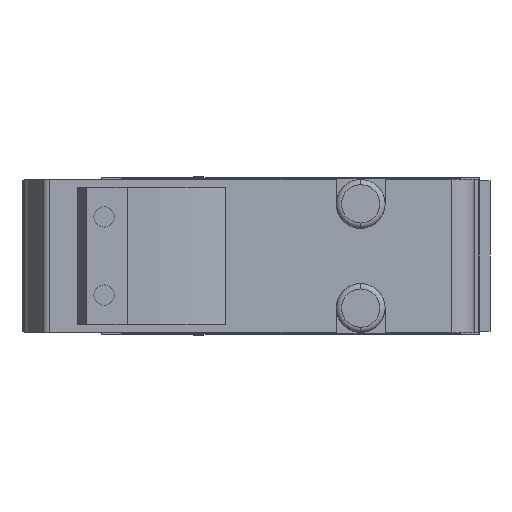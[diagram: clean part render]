
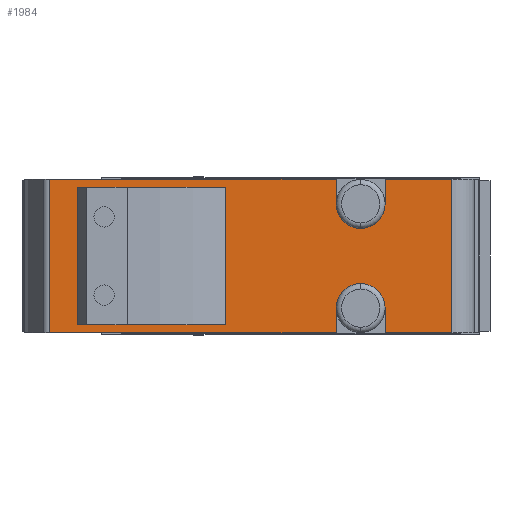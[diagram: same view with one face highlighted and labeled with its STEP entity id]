
A CAD part, left-side view. The second image highlights one B-rep face of the part: STEP entity #1984.
In plain terms, the highlighted planar face has unit normal (-1, 0, 0).
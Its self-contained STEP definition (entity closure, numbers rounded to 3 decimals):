
#196 = CARTESIAN_POINT ( 'NONE',  ( -46.25, 28.058, -5. ) ) ;
#567 = LINE ( 'NONE', #6527, #1026 ) ;
#592 = ORIENTED_EDGE ( 'NONE', *, *, #7897, .F. ) ;
#644 = VERTEX_POINT ( 'NONE', #3110 ) ;
#752 = CIRCLE ( 'NONE', #6988, 1.6 ) ;
#784 = VECTOR ( 'NONE', #7343, 1000. ) ;
#806 = EDGE_CURVE ( 'NONE', #5372, #5569, #4211, .T. ) ;
#887 = VECTOR ( 'NONE', #7053, 1000. ) ;
#1026 = VECTOR ( 'NONE', #2464, 1000. ) ;
#1089 = ORIENTED_EDGE ( 'NONE', *, *, #2970, .F. ) ;
#1276 = LINE ( 'NONE', #3241, #784 ) ;
#1412 = CARTESIAN_POINT ( 'NONE',  ( -46.25, 7.75, -3.4 ) ) ;
#1538 = LINE ( 'NONE', #10936, #9599 ) ;
#1565 = CARTESIAN_POINT ( 'NONE',  ( -46.25, 1.8, -5. ) ) ;
#1781 = CARTESIAN_POINT ( 'NONE',  ( -46.25, 28.058, -4.5 ) ) ;
#1809 = LINE ( 'NONE', #196, #10664 ) ;
#1837 = CARTESIAN_POINT ( 'NONE',  ( -46.25, 7.75, 3.4 ) ) ;
#1863 = FACE_BOUND ( 'NONE', #7395, .T. ) ;
#1984 = ADVANCED_FACE ( 'NONE', ( #1863, #8655 ), #9541, .F. ) ;
#2054 = CARTESIAN_POINT ( 'NONE',  ( -46.25, 16.595, 4.5 ) ) ;
#2224 = ORIENTED_EDGE ( 'NONE', *, *, #6432, .F. ) ;
#2378 = EDGE_CURVE ( 'NONE', #5372, #644, #3470, .T. ) ;
#2438 = VERTEX_POINT ( 'NONE', #9416 ) ;
#2464 = DIRECTION ( 'NONE',  ( 0., 0., 1. ) ) ;
#2626 = DIRECTION ( 'NONE',  ( 0., -1., 0. ) ) ;
#2800 = DIRECTION ( 'NONE',  ( -1., 0., 0. ) ) ;
#2812 = DIRECTION ( 'NONE',  ( 0., -1., 0. ) ) ;
#2894 = EDGE_CURVE ( 'NONE', #3815, #4292, #3678, .T. ) ;
#2970 = EDGE_CURVE ( 'NONE', #5365, #5569, #7295, .T. ) ;
#3004 = EDGE_CURVE ( 'NONE', #4989, #10150, #1276, .T. ) ;
#3055 = LINE ( 'NONE', #3160, #4625 ) ;
#3110 = CARTESIAN_POINT ( 'NONE',  ( -46.25, 6.15, -3.4 ) ) ;
#3160 = CARTESIAN_POINT ( 'NONE',  ( -46.25, 9.35, 5. ) ) ;
#3212 = DIRECTION ( 'NONE',  ( -1., 0., 0. ) ) ;
#3241 = CARTESIAN_POINT ( 'NONE',  ( -46.25, 28.058, 4.5 ) ) ;
#3425 = VERTEX_POINT ( 'NONE', #9978 ) ;
#3441 = DIRECTION ( 'NONE',  ( 0., 0., -1. ) ) ;
#3470 = LINE ( 'NONE', #5907, #9846 ) ;
#3628 = AXIS2_PLACEMENT_3D ( 'NONE', #4431, #8596, #7816 ) ;
#3678 = LINE ( 'NONE', #9734, #4891 ) ;
#3739 = CARTESIAN_POINT ( 'NONE',  ( -46.25, 7.75, -1.8 ) ) ;
#3815 = VERTEX_POINT ( 'NONE', #4290 ) ;
#3876 = CARTESIAN_POINT ( 'NONE',  ( -46.25, 6.15, -5. ) ) ;
#3880 = ORIENTED_EDGE ( 'NONE', *, *, #6068, .T. ) ;
#4012 = EDGE_CURVE ( 'NONE', #4722, #9895, #752, .T. ) ;
#4063 = CARTESIAN_POINT ( 'NONE',  ( -46.25, 1.8, 5. ) ) ;
#4121 = ORIENTED_EDGE ( 'NONE', *, *, #806, .T. ) ;
#4128 = LINE ( 'NONE', #5895, #10299 ) ;
#4211 = LINE ( 'NONE', #10147, #6999 ) ;
#4290 = CARTESIAN_POINT ( 'NONE',  ( -46.25, 28.058, 5. ) ) ;
#4292 = VERTEX_POINT ( 'NONE', #5687 ) ;
#4431 = CARTESIAN_POINT ( 'NONE',  ( -46.25, 28.058, 5. ) ) ;
#4561 = ORIENTED_EDGE ( 'NONE', *, *, #6002, .F. ) ;
#4606 = ORIENTED_EDGE ( 'NONE', *, *, #5900, .F. ) ;
#4625 = VECTOR ( 'NONE', #8312, 1000. ) ;
#4722 = VERTEX_POINT ( 'NONE', #7602 ) ;
#4795 = EDGE_LOOP ( 'NONE', ( #6257, #4561, #8289, #3880, #4606, #592, #5781, #11004, #4121, #1089, #5856, #7801, #6650 ) ) ;
#4839 = VERTEX_POINT ( 'NONE', #5168 ) ;
#4891 = VECTOR ( 'NONE', #8618, 1000. ) ;
#4989 = VERTEX_POINT ( 'NONE', #5554 ) ;
#5007 = VERTEX_POINT ( 'NONE', #7328 ) ;
#5013 = DIRECTION ( 'NONE',  ( 0., 0., -1. ) ) ;
#5137 = CIRCLE ( 'NONE', #6555, 1.6 ) ;
#5168 = CARTESIAN_POINT ( 'NONE',  ( -46.25, 9.35, 5. ) ) ;
#5211 = DIRECTION ( 'NONE',  ( 0., -1., 0. ) ) ;
#5252 = DIRECTION ( 'NONE',  ( 0., 0., 1. ) ) ;
#5365 = VERTEX_POINT ( 'NONE', #9866 ) ;
#5372 = VERTEX_POINT ( 'NONE', #3876 ) ;
#5391 = CARTESIAN_POINT ( 'NONE',  ( -46.25, 28.058, 5. ) ) ;
#5554 = CARTESIAN_POINT ( 'NONE',  ( -46.25, 26.256, 4.5 ) ) ;
#5569 = VERTEX_POINT ( 'NONE', #1565 ) ;
#5608 = CARTESIAN_POINT ( 'NONE',  ( -46.25, 26.256, -4.5 ) ) ;
#5687 = CARTESIAN_POINT ( 'NONE',  ( -46.25, 28.058, -5. ) ) ;
#5781 = ORIENTED_EDGE ( 'NONE', *, *, #9933, .F. ) ;
#5784 = CARTESIAN_POINT ( 'NONE',  ( -46.25, 7.75, -3.4 ) ) ;
#5812 = VECTOR ( 'NONE', #2626, 1000. ) ;
#5856 = ORIENTED_EDGE ( 'NONE', *, *, #8219, .F. ) ;
#5895 = CARTESIAN_POINT ( 'NONE',  ( -46.25, 26.256, 5. ) ) ;
#5900 = EDGE_CURVE ( 'NONE', #3425, #2438, #1538, .T. ) ;
#5907 = CARTESIAN_POINT ( 'NONE',  ( -46.25, 6.15, 5. ) ) ;
#6002 = EDGE_CURVE ( 'NONE', #3815, #4839, #10376, .T. ) ;
#6068 = EDGE_CURVE ( 'NONE', #4292, #2438, #1809, .T. ) ;
#6196 = LINE ( 'NONE', #7147, #8830 ) ;
#6236 = VERTEX_POINT ( 'NONE', #5608 ) ;
#6257 = ORIENTED_EDGE ( 'NONE', *, *, #10761, .F. ) ;
#6313 = VECTOR ( 'NONE', #10001, 1000. ) ;
#6432 = EDGE_CURVE ( 'NONE', #5007, #10150, #7042, .T. ) ;
#6527 = CARTESIAN_POINT ( 'NONE',  ( -46.25, 6.15, 5. ) ) ;
#6555 = AXIS2_PLACEMENT_3D ( 'NONE', #5784, #8392, #5013 ) ;
#6650 = ORIENTED_EDGE ( 'NONE', *, *, #4012, .F. ) ;
#6666 = VERTEX_POINT ( 'NONE', #7373 ) ;
#6931 = DIRECTION ( 'NONE',  ( 0., 0., 1. ) ) ;
#6988 = AXIS2_PLACEMENT_3D ( 'NONE', #1837, #2800, #8628 ) ;
#6999 = VECTOR ( 'NONE', #5211, 1000. ) ;
#7042 = LINE ( 'NONE', #8763, #10465 ) ;
#7053 = DIRECTION ( 'NONE',  ( 0., -1., 0. ) ) ;
#7074 = EDGE_CURVE ( 'NONE', #4989, #6236, #4128, .T. ) ;
#7147 = CARTESIAN_POINT ( 'NONE',  ( -46.25, 28.058, 5. ) ) ;
#7295 = LINE ( 'NONE', #4063, #6313 ) ;
#7328 = CARTESIAN_POINT ( 'NONE',  ( -46.25, 16.595, -4.5 ) ) ;
#7343 = DIRECTION ( 'NONE',  ( 0., -1., 0. ) ) ;
#7346 = ORIENTED_EDGE ( 'NONE', *, *, #3004, .T. ) ;
#7373 = CARTESIAN_POINT ( 'NONE',  ( -46.25, 6.15, 5. ) ) ;
#7375 = VERTEX_POINT ( 'NONE', #3739 ) ;
#7395 = EDGE_LOOP ( 'NONE', ( #8058, #7346, #2224, #8476 ) ) ;
#7602 = CARTESIAN_POINT ( 'NONE',  ( -46.25, 9.35, 3.4 ) ) ;
#7801 = ORIENTED_EDGE ( 'NONE', *, *, #9516, .F. ) ;
#7816 = DIRECTION ( 'NONE',  ( 0., 1., 0. ) ) ;
#7897 = EDGE_CURVE ( 'NONE', #7375, #3425, #8280, .T. ) ;
#8000 = DIRECTION ( 'NONE',  ( 0., -1., 0. ) ) ;
#8058 = ORIENTED_EDGE ( 'NONE', *, *, #7074, .F. ) ;
#8219 = EDGE_CURVE ( 'NONE', #6666, #5365, #6196, .T. ) ;
#8280 = CIRCLE ( 'NONE', #10769, 1.6 ) ;
#8286 = DIRECTION ( 'NONE',  ( 0., 0., -1. ) ) ;
#8289 = ORIENTED_EDGE ( 'NONE', *, *, #2894, .T. ) ;
#8312 = DIRECTION ( 'NONE',  ( 0., 0., -1. ) ) ;
#8337 = CARTESIAN_POINT ( 'NONE',  ( -46.25, 6.15, 3.4 ) ) ;
#8392 = DIRECTION ( 'NONE',  ( -1., 0., 0. ) ) ;
#8476 = ORIENTED_EDGE ( 'NONE', *, *, #8498, .F. ) ;
#8498 = EDGE_CURVE ( 'NONE', #6236, #5007, #10127, .T. ) ;
#8596 = DIRECTION ( 'NONE',  ( 1., 0., 0. ) ) ;
#8618 = DIRECTION ( 'NONE',  ( 0., 0., -1. ) ) ;
#8628 = DIRECTION ( 'NONE',  ( 0., 0., -1. ) ) ;
#8655 = FACE_OUTER_BOUND ( 'NONE', #4795, .T. ) ;
#8763 = CARTESIAN_POINT ( 'NONE',  ( -46.25, 16.595, 4.5 ) ) ;
#8830 = VECTOR ( 'NONE', #2812, 1000. ) ;
#9045 = DIRECTION ( 'NONE',  ( 0., 0., -1. ) ) ;
#9416 = CARTESIAN_POINT ( 'NONE',  ( -46.25, 9.35, -5. ) ) ;
#9516 = EDGE_CURVE ( 'NONE', #9895, #6666, #567, .T. ) ;
#9541 = PLANE ( 'NONE',  #3628 ) ;
#9599 = VECTOR ( 'NONE', #3441, 1000. ) ;
#9734 = CARTESIAN_POINT ( 'NONE',  ( -46.25, 28.058, 5. ) ) ;
#9846 = VECTOR ( 'NONE', #5252, 1000. ) ;
#9866 = CARTESIAN_POINT ( 'NONE',  ( -46.25, 1.8, 5. ) ) ;
#9895 = VERTEX_POINT ( 'NONE', #8337 ) ;
#9933 = EDGE_CURVE ( 'NONE', #644, #7375, #5137, .T. ) ;
#9978 = CARTESIAN_POINT ( 'NONE',  ( -46.25, 9.35, -3.4 ) ) ;
#10001 = DIRECTION ( 'NONE',  ( 0., 0., -1. ) ) ;
#10127 = LINE ( 'NONE', #1781, #5812 ) ;
#10147 = CARTESIAN_POINT ( 'NONE',  ( -46.25, 28.058, -5. ) ) ;
#10150 = VERTEX_POINT ( 'NONE', #2054 ) ;
#10299 = VECTOR ( 'NONE', #8286, 1000. ) ;
#10376 = LINE ( 'NONE', #5391, #887 ) ;
#10465 = VECTOR ( 'NONE', #6931, 1000. ) ;
#10664 = VECTOR ( 'NONE', #8000, 1000. ) ;
#10761 = EDGE_CURVE ( 'NONE', #4839, #4722, #3055, .T. ) ;
#10769 = AXIS2_PLACEMENT_3D ( 'NONE', #1412, #3212, #9045 ) ;
#10936 = CARTESIAN_POINT ( 'NONE',  ( -46.25, 9.35, 5. ) ) ;
#11004 = ORIENTED_EDGE ( 'NONE', *, *, #2378, .F. ) ;
